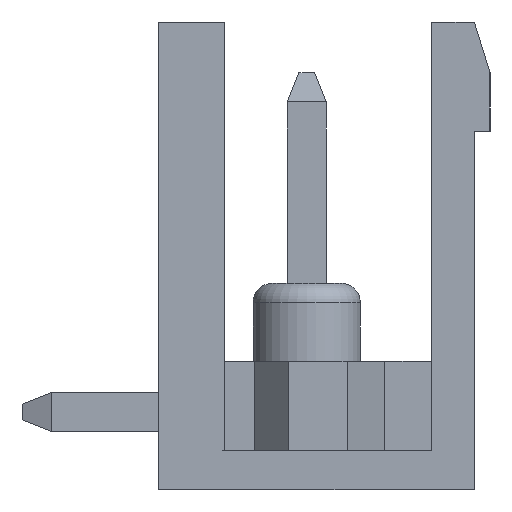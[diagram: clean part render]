
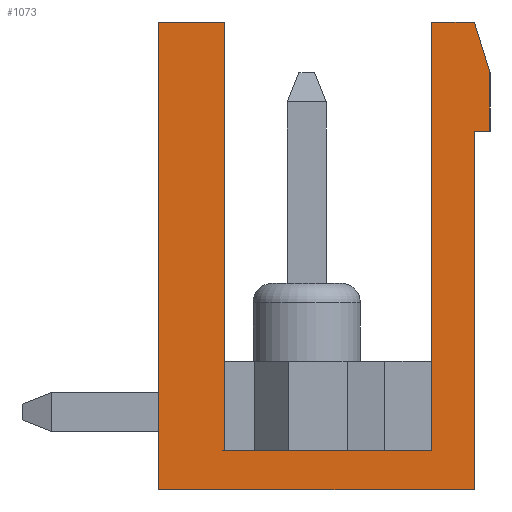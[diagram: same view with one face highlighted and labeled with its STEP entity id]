
A CAD part, left-side view. The second image highlights one B-rep face of the part: STEP entity #1073.
In plain terms, the highlighted planar face has unit normal (-1, 0, 0).
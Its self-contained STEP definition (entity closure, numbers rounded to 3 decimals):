
#1073 = ADVANCED_FACE( '', ( #2401 ), #2402, .F. );
#2401 = FACE_OUTER_BOUND( '', #4056, .T. );
#2402 = PLANE( '', #4057 );
#4056 = EDGE_LOOP( '', ( #6812, #6813, #6814, #6815, #6816, #6817, #6818, #6819, #6820, #6821, #6822 ) );
#4057 = AXIS2_PLACEMENT_3D( '', #6823, #6824, #6825 );
#6812 = ORIENTED_EDGE( '', *, *, #11213, .T. );
#6813 = ORIENTED_EDGE( '', *, *, #11195, .F. );
#6814 = ORIENTED_EDGE( '', *, *, #11214, .F. );
#6815 = ORIENTED_EDGE( '', *, *, #11215, .F. );
#6816 = ORIENTED_EDGE( '', *, *, #10781, .T. );
#6817 = ORIENTED_EDGE( '', *, *, #11216, .F. );
#6818 = ORIENTED_EDGE( '', *, *, #11217, .F. );
#6819 = ORIENTED_EDGE( '', *, *, #11218, .F. );
#6820 = ORIENTED_EDGE( '', *, *, #11219, .T. );
#6821 = ORIENTED_EDGE( '', *, *, #11220, .T. );
#6822 = ORIENTED_EDGE( '', *, *, #11221, .F. );
#6823 = CARTESIAN_POINT( '', ( -38.1, 0., 0. ) );
#6824 = DIRECTION( '', ( 1., 0., 0. ) );
#6825 = DIRECTION( '', ( 0., 0., -1. ) );
#10781 = EDGE_CURVE( '', #13207, #13205, #13208, .T. );
#11195 = EDGE_CURVE( '', #13886, #13887, #13888, .T. );
#11213 = EDGE_CURVE( '', #13911, #13887, #13912, .T. );
#11214 = EDGE_CURVE( '', #13913, #13886, #13914, .T. );
#11215 = EDGE_CURVE( '', #13207, #13913, #13915, .T. );
#11216 = EDGE_CURVE( '', #13916, #13205, #13917, .T. );
#11217 = EDGE_CURVE( '', #13918, #13916, #13919, .T. );
#11218 = EDGE_CURVE( '', #13920, #13918, #13921, .T. );
#11219 = EDGE_CURVE( '', #13920, #13922, #13923, .T. );
#11220 = EDGE_CURVE( '', #13922, #13924, #13925, .T. );
#11221 = EDGE_CURVE( '', #13911, #13924, #13926, .T. );
#13205 = VERTEX_POINT( '', #16627 );
#13207 = VERTEX_POINT( '', #16630 );
#13208 = LINE( '', #16631, #16632 );
#13886 = VERTEX_POINT( '', #17630 );
#13887 = VERTEX_POINT( '', #17631 );
#13888 = LINE( '', #17632, #17633 );
#13911 = VERTEX_POINT( '', #17667 );
#13912 = LINE( '', #17668, #17669 );
#13913 = VERTEX_POINT( '', #17670 );
#13914 = LINE( '', #17671, #17672 );
#13915 = LINE( '', #17673, #17674 );
#13916 = VERTEX_POINT( '', #17675 );
#13917 = LINE( '', #17676, #17677 );
#13918 = VERTEX_POINT( '', #17678 );
#13919 = LINE( '', #17679, #17680 );
#13920 = VERTEX_POINT( '', #17681 );
#13921 = LINE( '', #17682, #17683 );
#13922 = VERTEX_POINT( '', #17684 );
#13923 = LINE( '', #17685, #17686 );
#13924 = VERTEX_POINT( '', #17687 );
#13925 = LINE( '', #17688, #17689 );
#13926 = LINE( '', #17690, #17691 );
#16627 = CARTESIAN_POINT( '', ( -38.1, 2.35, 6. ) );
#16630 = CARTESIAN_POINT( '', ( -38.1, 2.35, -5. ) );
#16631 = CARTESIAN_POINT( '', ( -38.1, 2.35, -5. ) );
#16632 = VECTOR( '', #20149, 1000. );
#17630 = CARTESIAN_POINT( '', ( -38.1, -2.95, 6. ) );
#17631 = CARTESIAN_POINT( '', ( -38.1, -4.05, 6. ) );
#17632 = CARTESIAN_POINT( '', ( -38.1, 4.05, 6. ) );
#17633 = VECTOR( '', #20536, 1000. );
#17667 = CARTESIAN_POINT( '', ( -38.1, -4.45, 4.7 ) );
#17668 = CARTESIAN_POINT( '', ( -38.1, -4.45, 4.7 ) );
#17669 = VECTOR( '', #20551, 1000. );
#17670 = CARTESIAN_POINT( '', ( -38.1, -2.95, -5. ) );
#17671 = CARTESIAN_POINT( '', ( -38.1, -2.95, -5. ) );
#17672 = VECTOR( '', #20552, 1000. );
#17673 = CARTESIAN_POINT( '', ( -38.1, 2.35, -5. ) );
#17674 = VECTOR( '', #20553, 1000. );
#17675 = CARTESIAN_POINT( '', ( -38.1, 4.05, 6. ) );
#17676 = CARTESIAN_POINT( '', ( -38.1, 4.05, 6. ) );
#17677 = VECTOR( '', #20554, 1000. );
#17678 = CARTESIAN_POINT( '', ( -38.1, 4.05, -6. ) );
#17679 = CARTESIAN_POINT( '', ( -38.1, 4.05, -6. ) );
#17680 = VECTOR( '', #20555, 1000. );
#17681 = CARTESIAN_POINT( '', ( -38.1, -4.05, -6. ) );
#17682 = CARTESIAN_POINT( '', ( -38.1, -4.45, -6. ) );
#17683 = VECTOR( '', #20556, 1000. );
#17684 = CARTESIAN_POINT( '', ( -38.1, -4.05, 3.2 ) );
#17685 = CARTESIAN_POINT( '', ( -38.1, -4.05, -6. ) );
#17686 = VECTOR( '', #20557, 1000. );
#17687 = CARTESIAN_POINT( '', ( -38.1, -4.45, 3.2 ) );
#17688 = CARTESIAN_POINT( '', ( -38.1, -4.05, 3.2 ) );
#17689 = VECTOR( '', #20558, 1000. );
#17690 = CARTESIAN_POINT( '', ( -38.1, -4.45, 6. ) );
#17691 = VECTOR( '', #20559, 1000. );
#20149 = DIRECTION( '', ( 0., 0., 1. ) );
#20536 = DIRECTION( '', ( 0., -1., 0. ) );
#20551 = DIRECTION( '', ( 0., 0.294, 0.956 ) );
#20552 = DIRECTION( '', ( 0., 0., 1. ) );
#20553 = DIRECTION( '', ( 0., -1., 0. ) );
#20554 = DIRECTION( '', ( 0., -1., 0. ) );
#20555 = DIRECTION( '', ( 0., 0., 1. ) );
#20556 = DIRECTION( '', ( 0., 1., 0. ) );
#20557 = DIRECTION( '', ( 0., 0., 1. ) );
#20558 = DIRECTION( '', ( 0., -1., 0. ) );
#20559 = DIRECTION( '', ( 0., 0., -1. ) );
